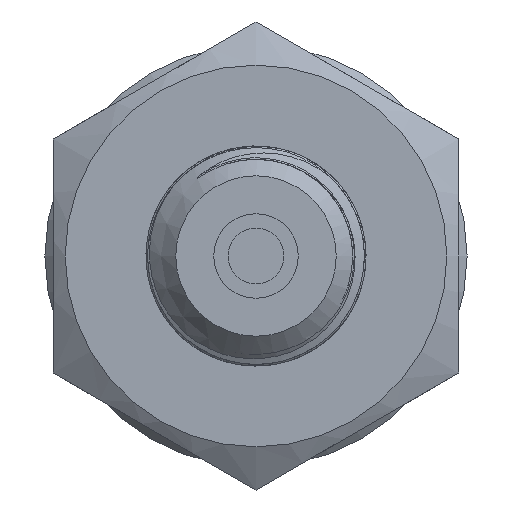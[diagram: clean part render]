
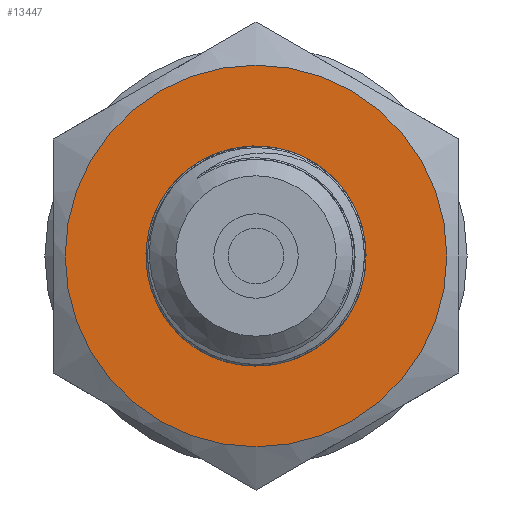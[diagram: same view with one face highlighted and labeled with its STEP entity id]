
A CAD part, left-side view. The second image highlights one B-rep face of the part: STEP entity #13447.
In plain terms, the highlighted planar face has unit normal (-1, 0, 0).
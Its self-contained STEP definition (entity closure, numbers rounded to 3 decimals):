
#181=FACE_BOUND('',#1867,.T.);
#256=PLANE('',#14156);
#1085=FACE_OUTER_BOUND('',#1866,.T.);
#1866=EDGE_LOOP('',(#10504));
#1867=EDGE_LOOP('',(#10505));
#2453=CIRCLE('',#14135,11.3);
#2458=CIRCLE('',#14152,6.5);
#5977=VERTEX_POINT('',#24734);
#5995=VERTEX_POINT('',#29271);
#7600=EDGE_CURVE('',#5977,#5977,#2453,.T.);
#7634=EDGE_CURVE('',#5995,#5995,#2458,.T.);
#10504=ORIENTED_EDGE('',*,*,#7600,.T.);
#10505=ORIENTED_EDGE('',*,*,#7634,.T.);
#13447=ADVANCED_FACE('',(#1085,#181),#256,.T.);
#14135=AXIS2_PLACEMENT_3D('',#24736,#15424,#15425);
#14152=AXIS2_PLACEMENT_3D('',#29272,#15467,#15468);
#14156=AXIS2_PLACEMENT_3D('',#29278,#15475,#15476);
#15424=DIRECTION('center_axis',(-1.,0.,0.));
#15425=DIRECTION('ref_axis',(0.,1.,0.));
#15467=DIRECTION('center_axis',(1.,0.,0.));
#15468=DIRECTION('ref_axis',(0.,0.,-1.));
#15475=DIRECTION('center_axis',(-1.,0.,0.));
#15476=DIRECTION('ref_axis',(0.,0.,1.));
#24734=CARTESIAN_POINT('',(15.,-11.3,0.));
#24736=CARTESIAN_POINT('Origin',(15.,0.,0.));
#29271=CARTESIAN_POINT('',(15.,0.,6.5));
#29272=CARTESIAN_POINT('Origin',(15.,0.,0.));
#29278=CARTESIAN_POINT('Origin',(15.,12.,0.));
